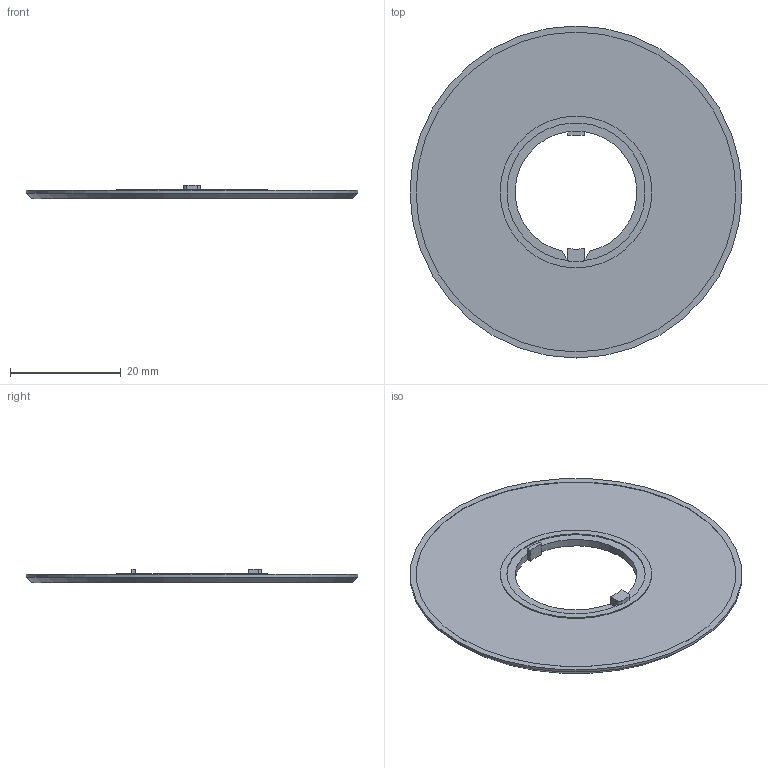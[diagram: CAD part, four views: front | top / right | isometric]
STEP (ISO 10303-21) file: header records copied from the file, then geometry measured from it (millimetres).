
FILE_DESCRIPTION( ( 'Unknown' ), '1' );
FILE_NAME( 'A2AV-27-Solid3D-20180706.stp', 'Unknown', ( 'Unknown' ), ( 'Unknown' ), 'XStep 1.0', 'Unknown', ' ' );
FILE_SCHEMA( ( 'automotive_design' ) );
Length unit declared in the file: millimetre
Products named in the file (1): 1
Bounding box: 60 x 60 x 2.4 mm (x, y, z)
Volume: 3386.2 mm3; surface area: 5244.6 mm2
Topology: 1 solids, 1 shells, 206 faces, 556 edges, 370 vertices
Faces by surface type: plane 136, extrusion 57, cylinder 12, cone 1
Full cylindrical faces by diameter (mm): 27.4 x1, 57.8 x1, 60 x1
Entity records: 10540 total; most frequent: CARTESIAN_POINT 3905, ORIENTED_EDGE 1102, DIRECTION 821, EDGE_CURVE 551, VECTOR 467, LINE 410, VERTEX_POINT 369, EDGE_LOOP 230
